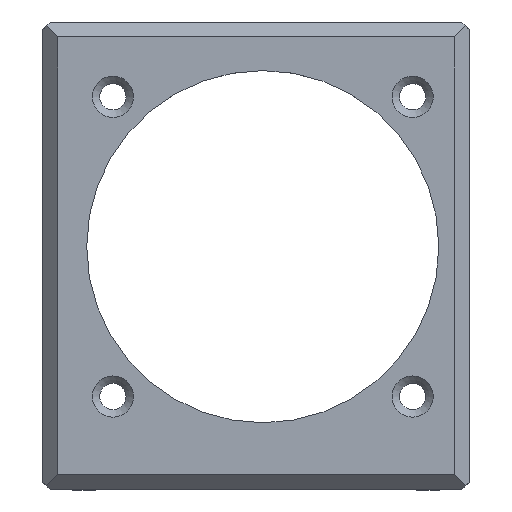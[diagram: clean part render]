
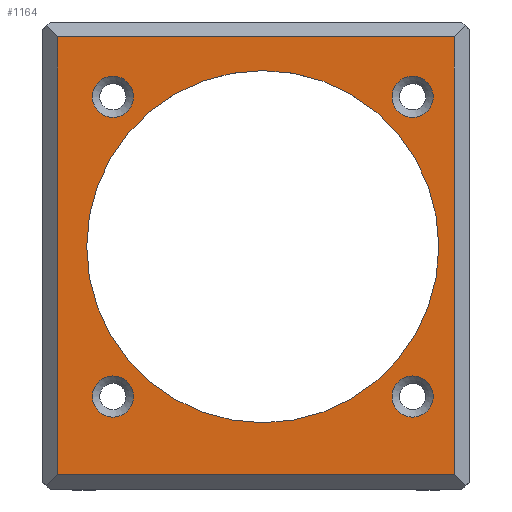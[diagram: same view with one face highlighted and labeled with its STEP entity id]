
A CAD part, top view. The second image highlights one B-rep face of the part: STEP entity #1164.
In plain terms, the highlighted planar face has unit normal (0, 0, 1).
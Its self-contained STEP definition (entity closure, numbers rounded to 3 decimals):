
#1164=ADVANCED_FACE('',(#2259,#2261,#2263,#2265,#2267,#2269),#2271,.T.);
#2259=FACE_BOUND('',#2260,.T.);
#2260=EDGE_LOOP('',(#3145,#3146,#3147,#3148));
#2261=FACE_BOUND('',#2262,.T.);
#2262=EDGE_LOOP('',(#3149));
#2263=FACE_BOUND('',#2264,.T.);
#2264=EDGE_LOOP('',(#3150));
#2265=FACE_BOUND('',#2266,.T.);
#2266=EDGE_LOOP('',(#3151));
#2267=FACE_BOUND('',#2268,.T.);
#2268=EDGE_LOOP('',(#3152));
#2269=FACE_BOUND('',#2270,.T.);
#2270=EDGE_LOOP('',(#3153));
#2271=PLANE('',#2272);
#2272=AXIS2_PLACEMENT_3D('',#2273,#2274,#2275);
#2273=CARTESIAN_POINT('',(0.,0.,29.));
#2274=DIRECTION('',(0.,0.,1.));
#2275=DIRECTION('',(1.,0.,0.));
#3145=ORIENTED_EDGE('',*,*,#3594,.T.);
#3146=ORIENTED_EDGE('',*,*,#3525,.T.);
#3147=ORIENTED_EDGE('',*,*,#3592,.T.);
#3148=ORIENTED_EDGE('',*,*,#3558,.T.);
#3149=ORIENTED_EDGE('',*,*,#3595,.T.);
#3150=ORIENTED_EDGE('',*,*,#3596,.T.);
#3151=ORIENTED_EDGE('',*,*,#3597,.T.);
#3152=ORIENTED_EDGE('',*,*,#3598,.T.);
#3153=ORIENTED_EDGE('',*,*,#3599,.T.);
#3525=EDGE_CURVE('',#4164,#4162,#4165,.T.);
#3558=EDGE_CURVE('',#4205,#4203,#4206,.T.);
#3592=EDGE_CURVE('',#4162,#4205,#4253,.T.);
#3594=EDGE_CURVE('',#4203,#4164,#4255,.T.);
#3595=EDGE_CURVE('',#4256,#4256,#4257,.F.);
#3596=EDGE_CURVE('',#4258,#4258,#4259,.F.);
#3597=EDGE_CURVE('',#4260,#4260,#4261,.F.);
#3598=EDGE_CURVE('',#4262,#4262,#4263,.F.);
#3599=EDGE_CURVE('',#4264,#4264,#4265,.F.);
#4162=VERTEX_POINT('',#5481);
#4164=VERTEX_POINT('',#5485);
#4165=LINE('',#5486,#5487);
#4203=VERTEX_POINT('',#5589);
#4205=VERTEX_POINT('',#5593);
#4206=LINE('',#5594,#5595);
#4253=LINE('',#5720,#5721);
#4255=LINE('',#5726,#5727);
#4256=VERTEX_POINT('',#5729);
#4257=CIRCLE('',#5730,2.75);
#4258=VERTEX_POINT('',#5734);
#4259=CIRCLE('',#5735,2.75);
#4260=VERTEX_POINT('',#5739);
#4261=CIRCLE('',#5740,23.5);
#4262=VERTEX_POINT('',#5744);
#4263=CIRCLE('',#5745,2.75);
#4264=VERTEX_POINT('',#5749);
#4265=CIRCLE('',#5750,2.75);
#5481=CARTESIAN_POINT('',(27.9,-61.3,29.));
#5485=CARTESIAN_POINT('',(-25.,-61.3,29.));
#5486=CARTESIAN_POINT('',(-25.,-61.3,29.));
#5487=VECTOR('',#5488,1.);
#5488=DIRECTION('',(1.,0.,0.));
#5589=CARTESIAN_POINT('',(-25.,-2.9,29.));
#5593=CARTESIAN_POINT('',(27.9,-2.9,29.));
#5594=CARTESIAN_POINT('',(27.9,-2.9,29.));
#5595=VECTOR('',#5596,1.);
#5596=DIRECTION('',(-1.,0.,0.));
#5720=CARTESIAN_POINT('',(27.9,-61.3,29.));
#5721=VECTOR('',#5722,1.);
#5722=DIRECTION('',(0.,1.,0.));
#5726=CARTESIAN_POINT('',(-25.,-2.9,29.));
#5727=VECTOR('',#5728,1.);
#5728=DIRECTION('',(0.,-1.,0.));
#5729=CARTESIAN_POINT('',(-14.899,-10.887,29.));
#5730=AXIS2_PLACEMENT_3D('',#5731,#5732,#5733);
#5731=CARTESIAN_POINT('',(-17.649,-10.887,29.));
#5732=DIRECTION('',(0.,0.,1.));
#5733=DIRECTION('',(1.,0.,0.));
#5734=CARTESIAN_POINT('',(25.101,-50.887,29.));
#5735=AXIS2_PLACEMENT_3D('',#5736,#5737,#5738);
#5736=CARTESIAN_POINT('',(22.351,-50.887,29.));
#5737=DIRECTION('',(0.,0.,1.));
#5738=DIRECTION('',(1.,0.,0.));
#5739=CARTESIAN_POINT('',(25.851,-30.887,29.));
#5740=AXIS2_PLACEMENT_3D('',#5741,#5742,#5743);
#5741=CARTESIAN_POINT('',(2.351,-30.887,29.));
#5742=DIRECTION('',(0.,0.,1.));
#5743=DIRECTION('',(1.,0.,0.));
#5744=CARTESIAN_POINT('',(-14.899,-50.887,29.));
#5745=AXIS2_PLACEMENT_3D('',#5746,#5747,#5748);
#5746=CARTESIAN_POINT('',(-17.649,-50.887,29.));
#5747=DIRECTION('',(0.,0.,1.));
#5748=DIRECTION('',(1.,0.,0.));
#5749=CARTESIAN_POINT('',(25.101,-10.887,29.));
#5750=AXIS2_PLACEMENT_3D('',#5751,#5752,#5753);
#5751=CARTESIAN_POINT('',(22.351,-10.887,29.));
#5752=DIRECTION('',(0.,0.,1.));
#5753=DIRECTION('',(1.,0.,0.));
